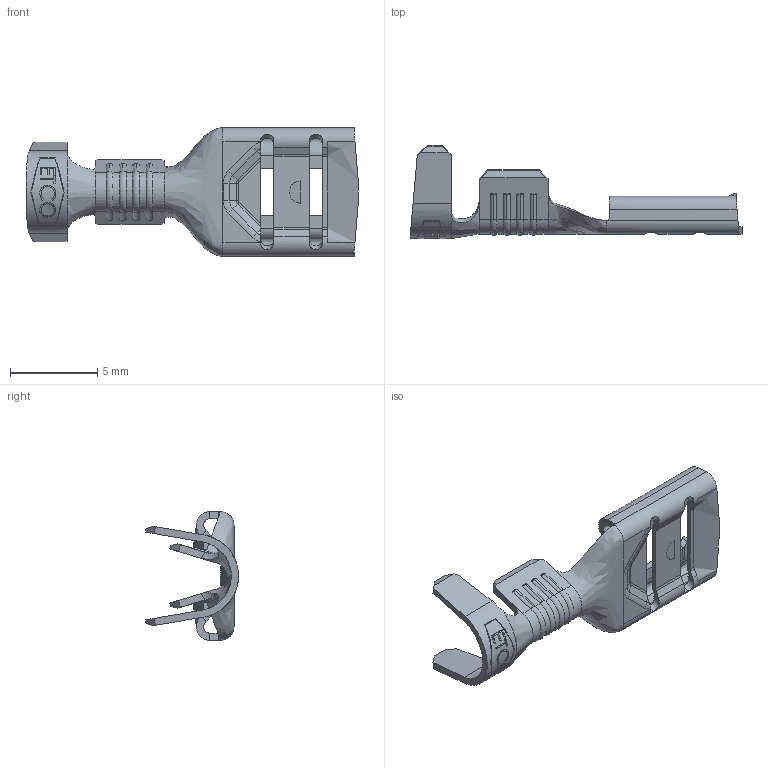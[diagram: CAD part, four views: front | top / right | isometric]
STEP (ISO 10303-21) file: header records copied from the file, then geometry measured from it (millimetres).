
FILE_DESCRIPTION (( 'STEP AP203' ), '1' );
FILE_NAME ('07563.STEP', '2015-02-17T16:28:06', ( '' ), ( '' ), 'SwSTEP 2.0', 'SolidWorks 2014', '' );
FILE_SCHEMA (( 'CONFIG_CONTROL_DESIGN' ));
Length unit declared in the file: inch
Products named in the file (1): 07563
Bounding box: 19.05 x 5.33 x 7.37 mm (x, y, z)
Volume: 72 mm3; surface area: 414.4 mm2
Topology: 1 solids, 1 shells, 359 faces, 949 edges, 595 vertices
Faces by surface type: plane 157, cylinder 82, bspline 64, torus 32, cone 24
Entity records: 14278 total; most frequent: CARTESIAN_POINT 5950, ORIENTED_EDGE 1894, DIRECTION 1463, EDGE_CURVE 947, VERTEX_POINT 595, VECTOR 489, LINE 489, AXIS2_PLACEMENT_3D 487
